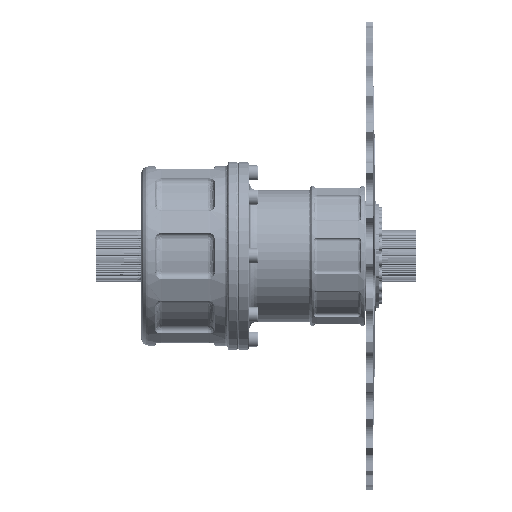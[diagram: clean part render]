
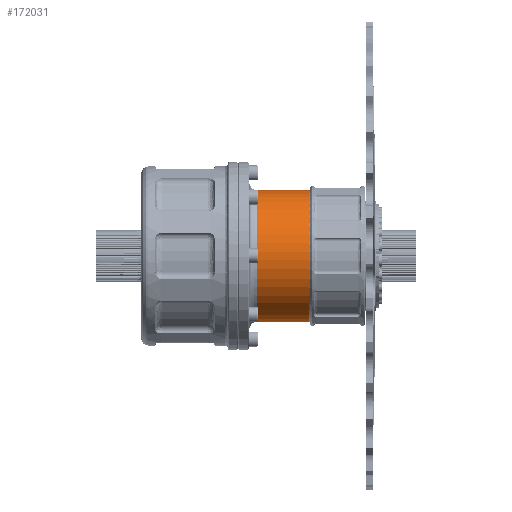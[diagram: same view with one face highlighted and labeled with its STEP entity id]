
A CAD part, top view. The second image highlights one B-rep face of the part: STEP entity #172031.
In plain terms, the highlighted free-form (B-spline) face has degree [2, 1] with [5, 2] control points.
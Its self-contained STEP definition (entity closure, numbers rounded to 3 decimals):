
#171955 = VERTEX_POINT('',#171956);
#171956 = CARTESIAN_POINT('',(29.191,-35.997,0.));
#171957 = VERTEX_POINT('',#171958);
#171958 = CARTESIAN_POINT('',(29.191,35.997,0.));
#171998 = EDGE_CURVE('',#171955,#171999,#172001,.T.);
#171999 = VERTEX_POINT('',#172000);
#172000 = CARTESIAN_POINT('',(0.511,-35.997,0.));
#172001 = B_SPLINE_CURVE_WITH_KNOTS('',1,(#172002,#172003),
  .UNSPECIFIED.,.F.,.F.,(2,2),(0.,24.3),.PIECEWISE_BEZIER_KNOTS.);
#172002 = CARTESIAN_POINT('',(29.191,-35.997,0.));
#172003 = CARTESIAN_POINT('',(0.511,-35.997,
    0.));
#172006 = VERTEX_POINT('',#172007);
#172007 = CARTESIAN_POINT('',(0.511,35.997,0.));
#172015 = EDGE_CURVE('',#171957,#172006,#172016,.T.);
#172016 = B_SPLINE_CURVE_WITH_KNOTS('',1,(#172017,#172018),
  .UNSPECIFIED.,.F.,.F.,(2,2),(0.,24.3),.PIECEWISE_BEZIER_KNOTS.);
#172017 = CARTESIAN_POINT('',(29.191,35.997,0.));
#172018 = CARTESIAN_POINT('',(0.511,35.997,
    0.));
#172031 = ADVANCED_FACE('',(#172032),#172052,.T.);
#172032 = FACE_BOUND('',#172033,.T.);
#172033 = EDGE_LOOP('',(#172034,#172035,#172043,#172044));
#172034 = ORIENTED_EDGE('',*,*,#172015,.T.);
#172035 = ORIENTED_EDGE('',*,*,#172036,.T.);
#172036 = EDGE_CURVE('',#172006,#171999,#172037,.T.);
#172037 = ( BOUNDED_CURVE() B_SPLINE_CURVE(2,(#172038,#172039,#172040,
#172041,#172042),.UNSPECIFIED.,.F.,.F.) B_SPLINE_CURVE_WITH_KNOTS((3,2,3
),(0.,1.571,3.142),.PIECEWISE_BEZIER_KNOTS.) CURVE() 
GEOMETRIC_REPRESENTATION_ITEM() RATIONAL_B_SPLINE_CURVE((1.,
0.707,1.,0.707,1.)) REPRESENTATION_ITEM('') );
#172038 = CARTESIAN_POINT('',(0.511,35.997,0.));
#172039 = CARTESIAN_POINT('',(0.511,35.997,
    35.997));
#172040 = CARTESIAN_POINT('',(0.511,0.,
    35.997));
#172041 = CARTESIAN_POINT('',(0.511,-35.997,
    35.997));
#172042 = CARTESIAN_POINT('',(0.511,-35.997,
    0.));
#172043 = ORIENTED_EDGE('',*,*,#171998,.F.);
#172044 = ORIENTED_EDGE('',*,*,#172045,.F.);
#172045 = EDGE_CURVE('',#171957,#171955,#172046,.T.);
#172046 = ( BOUNDED_CURVE() B_SPLINE_CURVE(2,(#172047,#172048,#172049,
#172050,#172051),.UNSPECIFIED.,.F.,.F.) B_SPLINE_CURVE_WITH_KNOTS((3,2,3
),(0.,1.571,3.142),.PIECEWISE_BEZIER_KNOTS.) CURVE() 
GEOMETRIC_REPRESENTATION_ITEM() RATIONAL_B_SPLINE_CURVE((1.,
0.707,1.,0.707,1.)) REPRESENTATION_ITEM('') );
#172047 = CARTESIAN_POINT('',(29.191,35.997,0.));
#172048 = CARTESIAN_POINT('',(29.191,35.997,
    35.997));
#172049 = CARTESIAN_POINT('',(29.191,0.,
    35.997));
#172050 = CARTESIAN_POINT('',(29.191,-35.997,
    35.997));
#172051 = CARTESIAN_POINT('',(29.191,-35.997,
    0.));
#172052 = ( BOUNDED_SURFACE() B_SPLINE_SURFACE(2,1,(
    (#172053,#172054)
    ,(#172055,#172056)
    ,(#172057,#172058)
    ,(#172059,#172060)
    ,(#172061,#172062
)),.UNSPECIFIED.,.F.,.F.,.F.) B_SPLINE_SURFACE_WITH_KNOTS((3,2,3),(2,2),
  (3.142,4.712,6.283),(14.675,38.975),
.PIECEWISE_BEZIER_KNOTS.) GEOMETRIC_REPRESENTATION_ITEM() 
RATIONAL_B_SPLINE_SURFACE((
    (1.,1.)
    ,(0.707,0.707)
    ,(1.,1.)
    ,(0.707,0.707)
,(1.,1.))) REPRESENTATION_ITEM('') SURFACE() );
#172053 = CARTESIAN_POINT('',(0.511,35.997,
    0.));
#172054 = CARTESIAN_POINT('',(29.191,35.997,
    0.));
#172055 = CARTESIAN_POINT('',(0.511,35.997,
    35.997));
#172056 = CARTESIAN_POINT('',(29.191,35.997,
    35.997));
#172057 = CARTESIAN_POINT('',(0.511,0.,
    35.997));
#172058 = CARTESIAN_POINT('',(29.191,0.,
    35.997));
#172059 = CARTESIAN_POINT('',(0.511,-35.997,
    35.997));
#172060 = CARTESIAN_POINT('',(29.191,-35.997,
    35.997));
#172061 = CARTESIAN_POINT('',(0.511,-35.997,
    0.));
#172062 = CARTESIAN_POINT('',(29.191,-35.997,
    0.));
